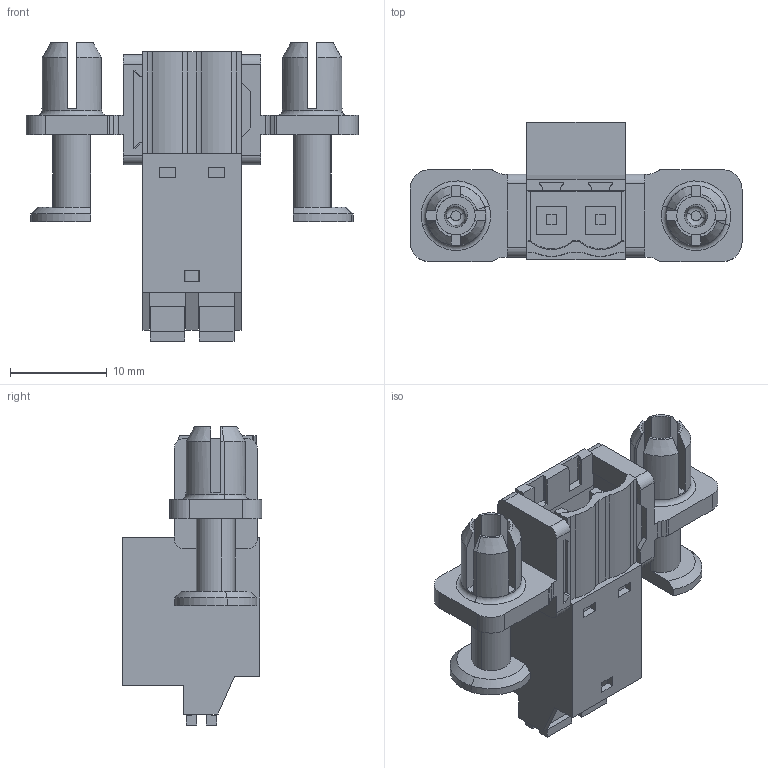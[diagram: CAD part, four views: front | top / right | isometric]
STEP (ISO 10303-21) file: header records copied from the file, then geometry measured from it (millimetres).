
FILE_DESCRIPTION(('CATIA V5 STEP Exchange','CAx-IF Rec.Pracs.--- Model Styling and Organization---1.4--- 2014-01-23'),'2;1');
FILE_NAME ('D1532874_1_1353580000_1353580000.stp','2022-05-18T13:58:29+00:00',('none'),('Weidmueller'),'CATIA Version 5-6 Release 2016 SP3 HF44','CATIA V5 STEP AP214','none');
FILE_SCHEMA(('AUTOMOTIVE_DESIGN { 1 0 10303 214 1 1 1 1 }'));
Length unit declared in the file: millimetre
Products named in the file (1): 1353580000
Bounding box: 34.36 x 14.41 x 30.85 mm (x, y, z)
Volume: 3421.6 mm3; surface area: 4507.6 mm2
Topology: 7 solids, 7 shells, 395 faces, 1075 edges, 708 vertices
Faces by surface type: plane 307, cylinder 56, cone 20, torus 8, extrusion 4
Entity records: 12184 total; most frequent: CARTESIAN_POINT 2417, ORIENTED_EDGE 2150, DIRECTION 1637, EDGE_CURVE 1075, VECTOR 867, LINE 863, VERTEX_POINT 708, AXIS2_PLACEMENT_3D 469
